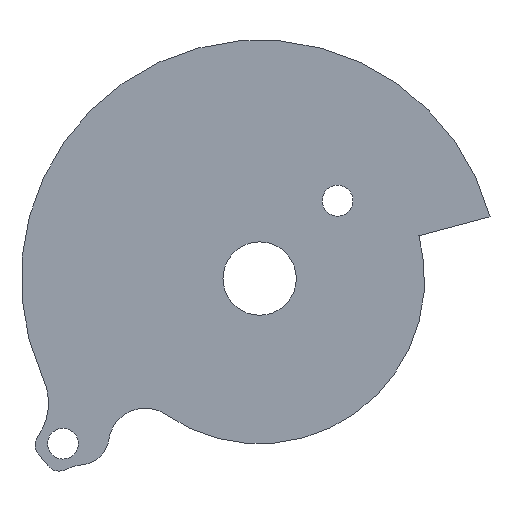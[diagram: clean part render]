
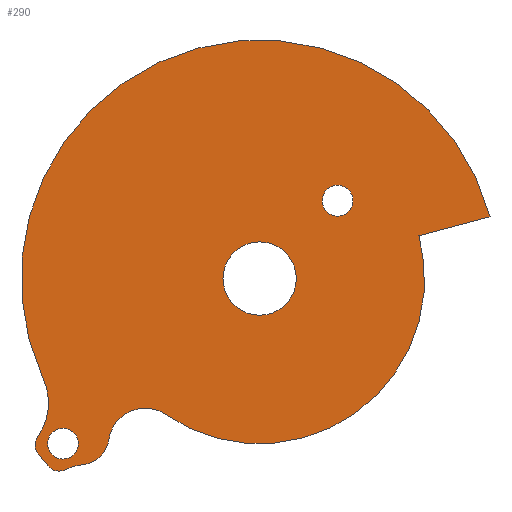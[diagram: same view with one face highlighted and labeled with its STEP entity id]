
A CAD part, left-side view. The second image highlights one B-rep face of the part: STEP entity #290.
In plain terms, the highlighted planar face has unit normal (-1, 0, 0).
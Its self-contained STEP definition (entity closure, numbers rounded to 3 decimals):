
#15=FACE_BOUND('',#43,.T.);
#16=FACE_BOUND('',#44,.T.);
#17=FACE_BOUND('',#45,.T.);
#21=PLANE('',#331);
#26=FACE_OUTER_BOUND('',#42,.T.);
#42=EDGE_LOOP('',(#197,#198,#199,#200,#201,#202,#203,#204,#205,#206,#207));
#43=EDGE_LOOP('',(#208));
#44=EDGE_LOOP('',(#209));
#45=EDGE_LOOP('',(#210));
#65=LINE('',#484,#83);
#66=LINE('',#494,#84);
#83=VECTOR('',#384,10.);
#84=VECTOR('',#393,10.);
#99=CIRCLE('',#329,4.);
#101=CIRCLE('',#332,4.989);
#102=CIRCLE('',#333,22.5);
#103=CIRCLE('',#334,32.5);
#104=CIRCLE('',#335,32.5);
#105=CIRCLE('',#336,8.);
#106=CIRCLE('',#337,2.);
#107=CIRCLE('',#338,2.);
#108=CIRCLE('',#339,8.);
#109=CIRCLE('',#340,2.1);
#110=CIRCLE('',#341,5.);
#111=CIRCLE('',#342,2.1);
#123=VERTEX_POINT('',#470);
#124=VERTEX_POINT('',#471);
#127=VERTEX_POINT('',#479);
#128=VERTEX_POINT('',#481);
#129=VERTEX_POINT('',#483);
#130=VERTEX_POINT('',#485);
#131=VERTEX_POINT('',#487);
#132=VERTEX_POINT('',#489);
#133=VERTEX_POINT('',#491);
#134=VERTEX_POINT('',#493);
#135=VERTEX_POINT('',#495);
#136=VERTEX_POINT('',#498);
#137=VERTEX_POINT('',#500);
#138=VERTEX_POINT('',#502);
#151=EDGE_CURVE('',#123,#124,#99,.T.);
#155=EDGE_CURVE('',#123,#127,#101,.T.);
#156=EDGE_CURVE('',#127,#128,#102,.T.);
#157=EDGE_CURVE('',#128,#129,#65,.T.);
#158=EDGE_CURVE('',#129,#130,#103,.T.);
#159=EDGE_CURVE('',#130,#131,#104,.T.);
#160=EDGE_CURVE('',#131,#132,#105,.F.);
#161=EDGE_CURVE('',#132,#133,#106,.T.);
#162=EDGE_CURVE('',#133,#134,#66,.T.);
#163=EDGE_CURVE('',#134,#135,#107,.T.);
#164=EDGE_CURVE('',#124,#135,#108,.T.);
#165=EDGE_CURVE('',#136,#136,#109,.T.);
#166=EDGE_CURVE('',#137,#137,#110,.T.);
#167=EDGE_CURVE('',#138,#138,#111,.T.);
#197=ORIENTED_EDGE('',*,*,#151,.F.);
#198=ORIENTED_EDGE('',*,*,#155,.T.);
#199=ORIENTED_EDGE('',*,*,#156,.T.);
#200=ORIENTED_EDGE('',*,*,#157,.T.);
#201=ORIENTED_EDGE('',*,*,#158,.T.);
#202=ORIENTED_EDGE('',*,*,#159,.T.);
#203=ORIENTED_EDGE('',*,*,#160,.T.);
#204=ORIENTED_EDGE('',*,*,#161,.T.);
#205=ORIENTED_EDGE('',*,*,#162,.T.);
#206=ORIENTED_EDGE('',*,*,#163,.T.);
#207=ORIENTED_EDGE('',*,*,#164,.F.);
#208=ORIENTED_EDGE('',*,*,#165,.T.);
#209=ORIENTED_EDGE('',*,*,#166,.T.);
#210=ORIENTED_EDGE('',*,*,#167,.T.);
#290=ADVANCED_FACE('',(#26,#15,#16,#17),#21,.F.);
#329=AXIS2_PLACEMENT_3D('',#472,#372,#373);
#331=AXIS2_PLACEMENT_3D('',#478,#378,#379);
#332=AXIS2_PLACEMENT_3D('',#480,#380,#381);
#333=AXIS2_PLACEMENT_3D('',#482,#382,#383);
#334=AXIS2_PLACEMENT_3D('',#486,#385,#386);
#335=AXIS2_PLACEMENT_3D('',#488,#387,#388);
#336=AXIS2_PLACEMENT_3D('',#490,#389,#390);
#337=AXIS2_PLACEMENT_3D('',#492,#391,#392);
#338=AXIS2_PLACEMENT_3D('',#496,#394,#395);
#339=AXIS2_PLACEMENT_3D('',#497,#396,#397);
#340=AXIS2_PLACEMENT_3D('',#499,#398,#399);
#341=AXIS2_PLACEMENT_3D('',#501,#400,#401);
#342=AXIS2_PLACEMENT_3D('',#503,#402,#403);
#372=DIRECTION('center_axis',(1.,0.,0.));
#373=DIRECTION('ref_axis',(0.,-0.699,-0.715));
#378=DIRECTION('center_axis',(1.,0.,0.));
#379=DIRECTION('ref_axis',(0.,0.,-1.));
#380=DIRECTION('center_axis',(1.,0.,0.));
#381=DIRECTION('ref_axis',(0.,0.582,-0.813));
#382=DIRECTION('center_axis',(-1.,0.,0.));
#383=DIRECTION('ref_axis',(0.,0.,1.));
#384=DIRECTION('',(0.,-0.966,0.259));
#385=DIRECTION('center_axis',(-1.,0.,0.));
#386=DIRECTION('ref_axis',(0.,0.,1.));
#387=DIRECTION('center_axis',(-1.,0.,0.));
#388=DIRECTION('ref_axis',(0.,1.,0.));
#389=DIRECTION('center_axis',(-1.,0.,0.));
#390=DIRECTION('ref_axis',(0.,0.818,0.575));
#391=DIRECTION('center_axis',(-1.,0.,0.));
#392=DIRECTION('ref_axis',(0.,0.766,-0.643));
#393=DIRECTION('',(0.,-0.643,-0.766));
#394=DIRECTION('center_axis',(-1.,0.,0.));
#395=DIRECTION('ref_axis',(0.,-0.643,-0.766));
#396=DIRECTION('center_axis',(-1.,0.,0.));
#397=DIRECTION('ref_axis',(0.,-0.424,-0.906));
#398=DIRECTION('center_axis',(1.,0.,0.));
#399=DIRECTION('ref_axis',(0.,-1.,0.));
#400=DIRECTION('center_axis',(1.,0.,0.));
#401=DIRECTION('ref_axis',(0.,-1.,0.));
#402=DIRECTION('center_axis',(1.,0.,0.));
#403=DIRECTION('ref_axis',(0.,-1.,0.));
#470=CARTESIAN_POINT('',(-2.5,20.539,-21.936));
#471=CARTESIAN_POINT('',(-2.5,24.019,-25.337));
#472=CARTESIAN_POINT('Origin',(-2.5,24.499,-21.366));
#478=CARTESIAN_POINT('Origin',(-2.5,-4.771,-12.04));
#479=CARTESIAN_POINT('',(-2.5,12.824,-18.502));
#480=CARTESIAN_POINT('Origin',(-2.5,15.601,-22.646));
#481=CARTESIAN_POINT('',(-2.5,-21.719,5.82));
#482=CARTESIAN_POINT('Origin',(-2.5,0.014,-0.004));
#483=CARTESIAN_POINT('',(-2.5,-31.393,8.412));
#484=CARTESIAN_POINT('',(-2.5,-16.417,4.399));
#485=CARTESIAN_POINT('',(-2.5,8.404,31.395));
#486=CARTESIAN_POINT('Origin',(-2.5,0.,0.));
#487=CARTESIAN_POINT('',(-2.5,29.504,-13.594));
#488=CARTESIAN_POINT('Origin',(-2.5,-0.014,0.004));
#489=CARTESIAN_POINT('',(-2.5,30.225,-21.542));
#490=CARTESIAN_POINT('Origin',(-2.5,36.77,-16.941));
#491=CARTESIAN_POINT('',(-2.5,30.121,-23.977));
#492=CARTESIAN_POINT('Origin',(-2.5,28.589,-22.692));
#493=CARTESIAN_POINT('',(-2.5,28.835,-25.509));
#494=CARTESIAN_POINT('',(-2.5,28.835,-25.509));
#495=CARTESIAN_POINT('',(-2.5,26.455,-26.035));
#496=CARTESIAN_POINT('Origin',(-2.5,27.303,-24.224));
#497=CARTESIAN_POINT('Origin',(-2.5,23.061,-33.279));
#498=CARTESIAN_POINT('',(-2.5,28.897,-22.494));
#499=CARTESIAN_POINT('Origin',(-2.5,26.797,-22.494));
#500=CARTESIAN_POINT('',(-2.5,4.996,0.004));
#501=CARTESIAN_POINT('Origin',(-2.5,-0.004,0.004));
#502=CARTESIAN_POINT('',(-2.5,-8.521,10.61));
#503=CARTESIAN_POINT('Origin',(-2.5,-10.621,10.61));
